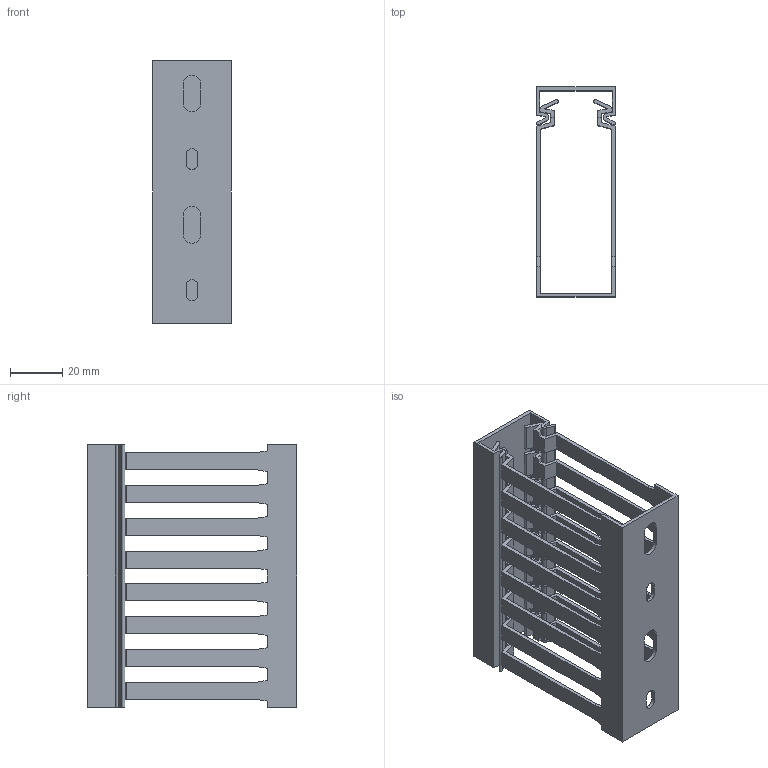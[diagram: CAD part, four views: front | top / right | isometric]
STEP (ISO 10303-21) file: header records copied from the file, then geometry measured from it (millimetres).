
FILE_DESCRIPTION((''),'2;1');
FILE_NAME('HA780030_ASM','2022-03-23T15:47:37',('pfeiferc'),(''),'CREO PARAMETRIC BY PTC INC, 2021184','CREO PARAMETRIC BY PTC INC, 2021184','');
FILE_SCHEMA(('AUTOMOTIVE_DESIGN { 1 0 10303 214 1 1 1 1 }'));
Length unit declared in the file: millimetre
Products named in the file (3): PROXY_49424-M; PROXY_41199-M; HA780030_ASM
Assembly tree (2 placements, depth 2):
  HA780030_ASM
    PROXY_49424-M
    PROXY_41199-M
Bounding box: 30 x 80 x 100 mm (x, y, z)
Volume: 27342.4 mm3; surface area: 43958.4 mm2
Topology: 2 solids, 2 shells, 352 faces, 1044 edges, 696 vertices
Faces by surface type: plane 306, cylinder 46
Entity records: 16747 total; most frequent: CARTESIAN_POINT 2248, ORIENTED_EDGE 2088, DIRECTION 2073, PRESENTATION_STYLE_ASSIGNMENT 1060, STYLED_ITEM 1060, CURVE_STYLE 1058, EDGE_CURVE 1044, VECTOR 962
